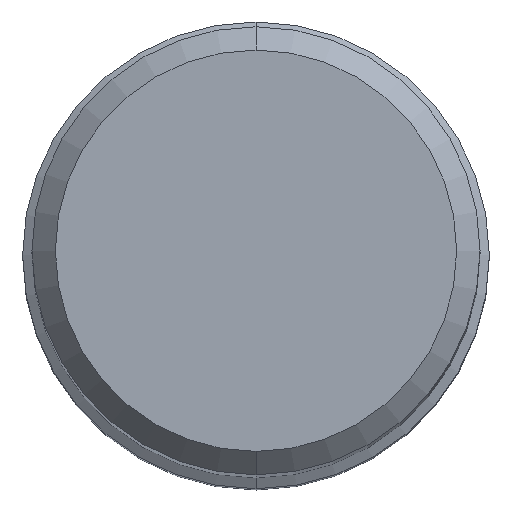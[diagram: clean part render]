
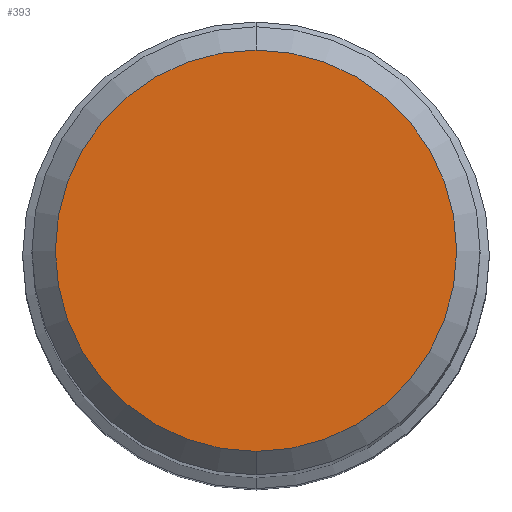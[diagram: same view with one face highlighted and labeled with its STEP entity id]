
A CAD part, top view. The second image highlights one B-rep face of the part: STEP entity #393.
In plain terms, the highlighted planar face has unit normal (0, 0, 1).
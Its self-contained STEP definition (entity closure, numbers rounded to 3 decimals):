
#293=VERTEX_POINT('',#686);
#371=VERTEX_POINT('',#776);
#393=ADVANCED_FACE('',(#799),#800,.T.);
#435=EDGE_CURVE('',#293,#371,#851,.T.);
#523=EDGE_CURVE('',#371,#293,#945,.T.);
#686=CARTESIAN_POINT('',(0.0,4.3,0.));
#776=CARTESIAN_POINT('',(0.,-4.3,0.));
#799=FACE_OUTER_BOUND('',#1421,.T.);
#800=PLANE('',#1422);
#851=CIRCLE('',#1500,4.3);
#945=CIRCLE('',#1691,4.3);
#1421=EDGE_LOOP('',(#2042,#2043));
#1422=AXIS2_PLACEMENT_3D('',#2044,#2045,#2046);
#1500=AXIS2_PLACEMENT_3D('',#2120,#2121,#2122);
#1691=AXIS2_PLACEMENT_3D('',#2205,#2206,#2207);
#2042=ORIENTED_EDGE('',*,*,#435,.F.);
#2043=ORIENTED_EDGE('',*,*,#523,.F.);
#2044=CARTESIAN_POINT('',(0.0,2.15,0.));
#2045=DIRECTION('',(-0.0,0.0,1.0));
#2046=DIRECTION('',(0.0,-1.0,0.0));
#2120=CARTESIAN_POINT('',(0.0,0.0,0.));
#2121=DIRECTION('',(0.0,0.0,-1.0));
#2122=DIRECTION('',(0.0,1.0,0.0));
#2205=CARTESIAN_POINT('',(0.0,0.0,0.));
#2206=DIRECTION('',(0.0,0.0,-1.0));
#2207=DIRECTION('',(0.0,1.0,0.0));
